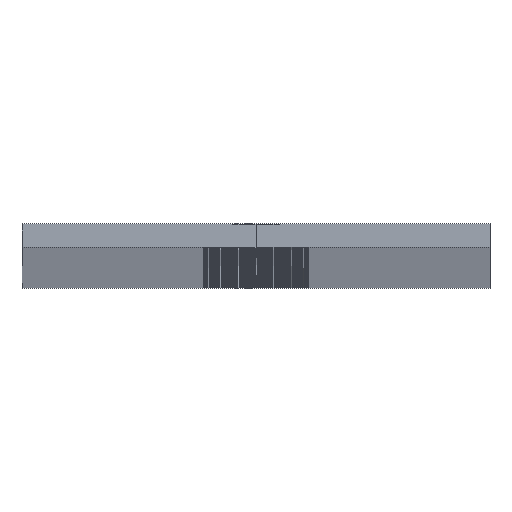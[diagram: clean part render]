
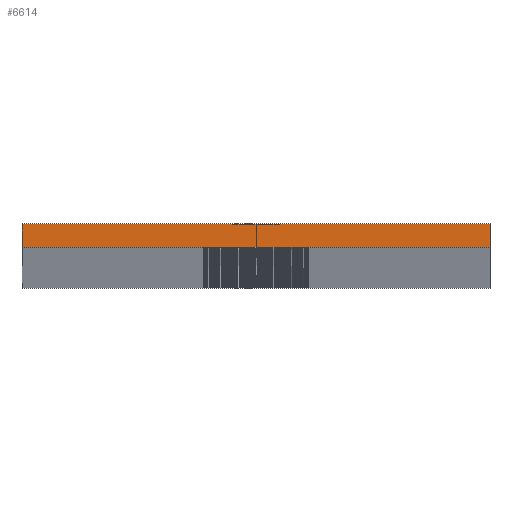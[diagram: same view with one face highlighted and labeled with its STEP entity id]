
A CAD part, top view. The second image highlights one B-rep face of the part: STEP entity #6614.
In plain terms, the highlighted planar face has unit normal (0, 0, 1).
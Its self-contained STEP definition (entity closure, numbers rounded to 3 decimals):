
#200 = LINE ( 'NONE', #816, #4952 ) ;
#624 = EDGE_CURVE ( 'NONE', #4918, #5283, #6195, .T. ) ;
#727 = VECTOR ( 'NONE', #2248, 1000. ) ;
#806 = CARTESIAN_POINT ( 'NONE',  ( -20., -2., 0. ) ) ;
#816 = CARTESIAN_POINT ( 'NONE',  ( 20., 0., 0. ) ) ;
#1024 = VERTEX_POINT ( 'NONE', #1280 ) ;
#1280 = CARTESIAN_POINT ( 'NONE',  ( 20., 0., 0. ) ) ;
#1335 = DIRECTION ( 'NONE',  ( 0., -1., 0. ) ) ;
#1489 = ORIENTED_EDGE ( 'NONE', *, *, #5685, .F. ) ;
#1946 = EDGE_LOOP ( 'NONE', ( #5012, #1489, #5973, #4163 ) ) ;
#2111 = VERTEX_POINT ( 'NONE', #4042 ) ;
#2248 = DIRECTION ( 'NONE',  ( 1., 0., 0. ) ) ;
#2314 = DIRECTION ( 'NONE',  ( 0., 1., 0. ) ) ;
#2456 = DIRECTION ( 'NONE',  ( -1., 0., 0. ) ) ;
#2527 = FACE_OUTER_BOUND ( 'NONE', #1946, .T. ) ;
#2770 = AXIS2_PLACEMENT_3D ( 'NONE', #3008, #4090, #2456 ) ;
#3008 = CARTESIAN_POINT ( 'NONE',  ( 0., 0., 0. ) ) ;
#3098 = EDGE_CURVE ( 'NONE', #2111, #1024, #6942, .T. ) ;
#3354 = CARTESIAN_POINT ( 'NONE',  ( -20., -2., 0. ) ) ;
#3611 = DIRECTION ( 'NONE',  ( 1., 0., 0. ) ) ;
#3916 = CARTESIAN_POINT ( 'NONE',  ( -20., -2., 0. ) ) ;
#4042 = CARTESIAN_POINT ( 'NONE',  ( -20., 0., 0. ) ) ;
#4090 = DIRECTION ( 'NONE',  ( 0., 0., -1. ) ) ;
#4163 = ORIENTED_EDGE ( 'NONE', *, *, #6525, .F. ) ;
#4195 = CARTESIAN_POINT ( 'NONE',  ( -20., 0., 0. ) ) ;
#4430 = LINE ( 'NONE', #3916, #5314 ) ;
#4918 = VERTEX_POINT ( 'NONE', #806 ) ;
#4952 = VECTOR ( 'NONE', #1335, 1000. ) ;
#5012 = ORIENTED_EDGE ( 'NONE', *, *, #624, .T. ) ;
#5283 = VERTEX_POINT ( 'NONE', #6973 ) ;
#5314 = VECTOR ( 'NONE', #2314, 1000. ) ;
#5685 = EDGE_CURVE ( 'NONE', #1024, #5283, #200, .T. ) ;
#5917 = VECTOR ( 'NONE', #3611, 1000. ) ;
#5973 = ORIENTED_EDGE ( 'NONE', *, *, #3098, .F. ) ;
#6195 = LINE ( 'NONE', #3354, #727 ) ;
#6358 = PLANE ( 'NONE',  #2770 ) ;
#6525 = EDGE_CURVE ( 'NONE', #4918, #2111, #4430, .T. ) ;
#6614 = ADVANCED_FACE ( 'NONE', ( #2527 ), #6358, .F. ) ;
#6942 = LINE ( 'NONE', #4195, #5917 ) ;
#6973 = CARTESIAN_POINT ( 'NONE',  ( 20., -2., 0. ) ) ;
